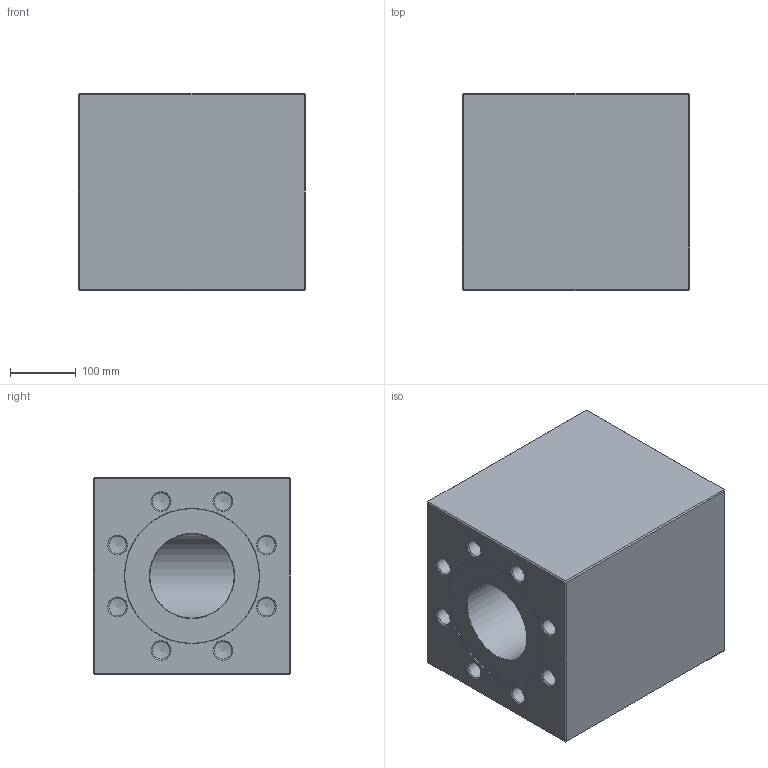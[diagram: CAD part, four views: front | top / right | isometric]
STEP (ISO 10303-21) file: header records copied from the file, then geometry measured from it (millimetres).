
FILE_DESCRIPTION(/* description */ (''),/* implementation_level */ '2;1');
FILE_NAME(/* name */ 'X-FVH125-3.stp',/* time_stamp */ '2025-01-17T06:32:16+01:00',/* author */ (''),/* organization */ (''),/* preprocessor_version */ 'ST-DEVELOPER v16',/* originating_system */ 'SIEMENS PLM Software NX 10.0',/* authorisation */ '');
FILE_SCHEMA (('CONFIG_CONTROL_DESIGN'));
Length unit declared in the file: millimetre
Products named in the file (1): X-FVH125-3
Bounding box: 345 x 300 x 300 mm (x, y, z)
Volume: 25884803.3 mm3; surface area: 778641.7 mm2
Topology: 1 solids, 1 shells, 90 faces, 210 edges, 124 vertices
Faces by surface type: cone 36, plane 31, cylinder 23
Full cylindrical faces by diameter (mm): 26.5 x16, 128.5 x2, 205.185 x2
Entity records: 2060 total; most frequent: DIRECTION 366, CARTESIAN_POINT 313, ORIENTED_EDGE 236, AXIS2_PLACEMENT_3D 158, EDGE_LOOP 149, FACE_BOUND 136, EDGE_CURVE 118, VERTEX_POINT 105
